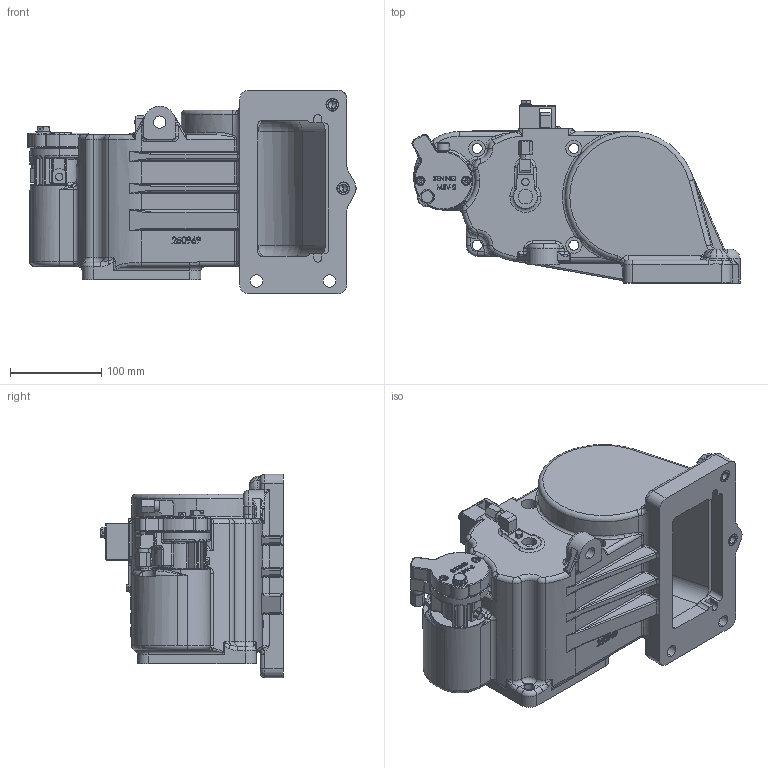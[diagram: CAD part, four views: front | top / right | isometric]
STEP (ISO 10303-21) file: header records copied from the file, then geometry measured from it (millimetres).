
FILE_DESCRIPTION (( 'STEP AP214' ), '1' );
FILE_NAME ('GV80PE-M_251197.STEP', '2014-09-10T07:17:33', ( 'Admin2' ), ( '' ), 'SwSTEP 2.0', 'SolidWorks 2010', '' );
FILE_SCHEMA (( 'AUTOMOTIVE_DESIGN' ));
Length unit declared in the file: millimetre
Products named in the file (1): GV80PE-M_251197
Bounding box: 359.33 x 199.6 x 223 mm (x, y, z)
Volume: 2878661.1 mm3; surface area: 608133.9 mm2
Topology: 25 solids, 25 shells, 2791 faces, 6946 edges, 4192 vertices
Faces by surface type: plane 920, cylinder 711, bspline 562, torus 344, cone 234, sphere 20
Entity records: 144019 total; most frequent: CARTESIAN_POINT 50866, ORIENTED_EDGE 13620, DIRECTION 11930, EDGE_CURVE 6810, AXIS2_PLACEMENT_3D 4457, VERTEX_POINT 4186, VECTOR 3016, LINE 3016
